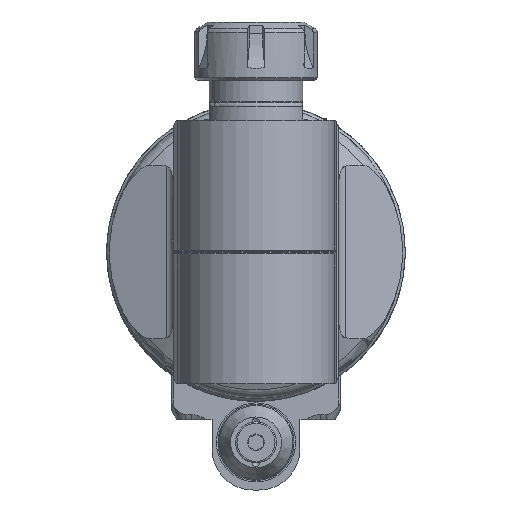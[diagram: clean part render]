
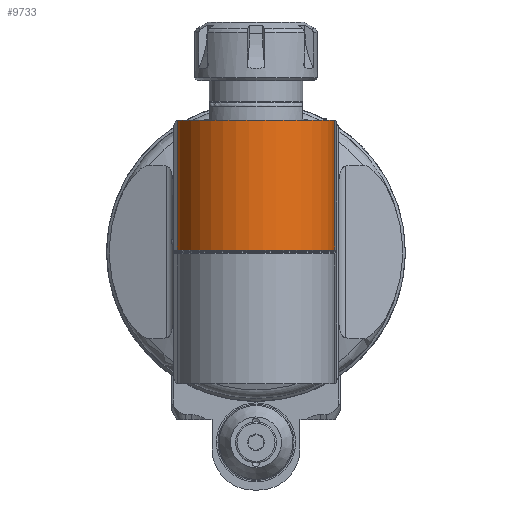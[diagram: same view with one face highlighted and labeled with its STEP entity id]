
A CAD part, front view. The second image highlights one B-rep face of the part: STEP entity #9733.
In plain terms, the highlighted cylindrical face has radius 27 mm (diameter 54 mm), a partial arc.
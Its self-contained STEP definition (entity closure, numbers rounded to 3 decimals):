
#685=CYLINDRICAL_SURFACE('',#10602,27.);
#872=CIRCLE('',#10600,27.);
#874=CIRCLE('',#10603,27.);
#1330=FACE_OUTER_BOUND('',#1915,.T.);
#1915=EDGE_LOOP('',(#6506,#6507,#6508,#6509));
#2557=LINE('',#15161,#3184);
#2558=LINE('',#15164,#3185);
#3184=VECTOR('',#11855,44.334);
#3185=VECTOR('',#11858,44.334);
#3891=VERTEX_POINT('',#15125);
#3892=VERTEX_POINT('',#15126);
#3900=VERTEX_POINT('',#15160);
#3901=VERTEX_POINT('',#15162);
#4902=EDGE_CURVE('',#3891,#3892,#872,.T.);
#4912=EDGE_CURVE('',#3891,#3900,#2557,.T.);
#4913=EDGE_CURVE('',#3901,#3900,#874,.T.);
#4914=EDGE_CURVE('',#3901,#3892,#2558,.T.);
#6506=ORIENTED_EDGE('',*,*,#4902,.F.);
#6507=ORIENTED_EDGE('',*,*,#4912,.T.);
#6508=ORIENTED_EDGE('',*,*,#4913,.F.);
#6509=ORIENTED_EDGE('',*,*,#4914,.T.);
#9733=ADVANCED_FACE('',(#1330),#685,.T.);
#10600=AXIS2_PLACEMENT_3D('',#15127,#11847,#11848);
#10602=AXIS2_PLACEMENT_3D('',#15159,#11853,#11854);
#10603=AXIS2_PLACEMENT_3D('',#15163,#11856,#11857);
#11847=DIRECTION('center_axis',(0.,-1.,0.));
#11848=DIRECTION('ref_axis',(0.087,0.,-0.996));
#11853=DIRECTION('center_axis',(0.,1.,0.));
#11854=DIRECTION('ref_axis',(1.,0.,0.));
#11855=DIRECTION('',(0.,1.,0.));
#11856=DIRECTION('center_axis',(0.,1.,0.));
#11857=DIRECTION('ref_axis',(1.,0.,0.));
#11858=DIRECTION('',(0.,-1.,0.));
#15125=CARTESIAN_POINT('',(92.353,-45.,-26.897));
#15126=CARTESIAN_POINT('',(92.353,-45.,26.897));
#15127=CARTESIAN_POINT('Origin',(90.,-45.,0.));
#15159=CARTESIAN_POINT('Origin',(90.,-54.,0.));
#15160=CARTESIAN_POINT('',(92.353,-0.666,-26.897));
#15161=CARTESIAN_POINT('',(92.353,-45.,-26.897));
#15162=CARTESIAN_POINT('',(92.353,-0.666,26.897));
#15163=CARTESIAN_POINT('Origin',(90.,-0.666,0.));
#15164=CARTESIAN_POINT('',(92.353,-0.666,26.897));
